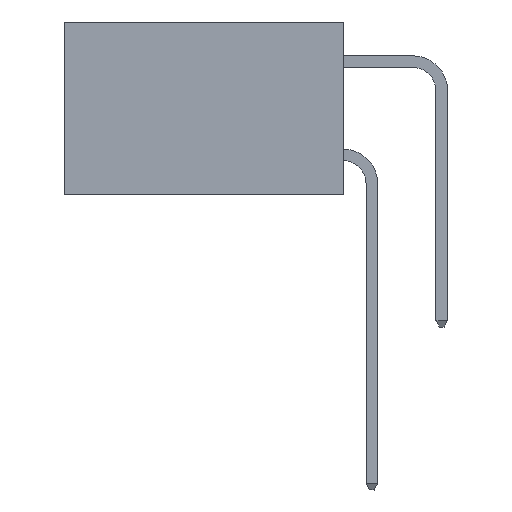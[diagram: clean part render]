
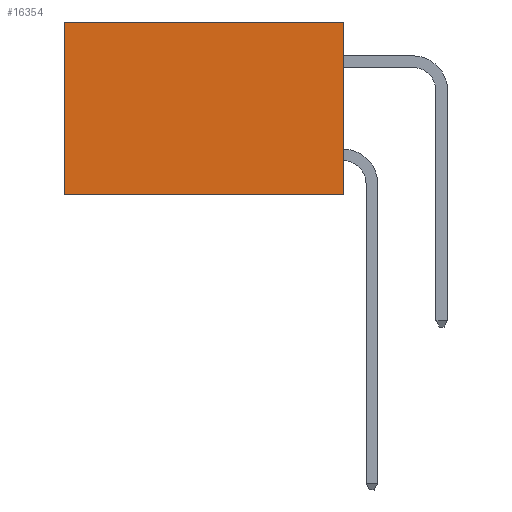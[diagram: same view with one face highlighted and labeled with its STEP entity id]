
A CAD part, left-side view. The second image highlights one B-rep face of the part: STEP entity #16354.
In plain terms, the highlighted planar face has unit normal (-1, 0, 0).
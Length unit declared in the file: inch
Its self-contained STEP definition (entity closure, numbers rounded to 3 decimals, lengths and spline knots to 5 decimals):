
#52 = VECTOR ( 'NONE', #5741, 39.37008 ) ;
#1863 = VECTOR ( 'NONE', #2638, 39.37008 ) ;
#2025 = PLANE ( 'NONE',  #17754 ) ;
#2073 = CARTESIAN_POINT ( 'NONE',  ( 0.2615, 0., -0.37 ) ) ;
#2638 = DIRECTION ( 'NONE',  ( 0., 1., 0. ) ) ;
#3018 = CARTESIAN_POINT ( 'NONE',  ( 0.2615, 0.6, 0. ) ) ;
#3094 = VECTOR ( 'NONE', #9338, 39.37008 ) ;
#3950 = CARTESIAN_POINT ( 'NONE',  ( 0.2615, 0., -0.37 ) ) ;
#4339 = DIRECTION ( 'NONE',  ( 0., 1., 0. ) ) ;
#5424 = ORIENTED_EDGE ( 'NONE', *, *, #11552, .T. ) ;
#5741 = DIRECTION ( 'NONE',  ( 0., 0., -1. ) ) ;
#5979 = VERTEX_POINT ( 'NONE', #17869 ) ;
#6403 = CARTESIAN_POINT ( 'NONE',  ( 0.2615, 0.6, -0.37 ) ) ;
#6594 = LINE ( 'NONE', #6403, #3094 ) ;
#6764 = EDGE_LOOP ( 'NONE', ( #6962, #19667, #6780, #5424 ) ) ;
#6780 = ORIENTED_EDGE ( 'NONE', *, *, #14268, .F. ) ;
#6962 = ORIENTED_EDGE ( 'NONE', *, *, #8433, .T. ) ;
#7191 = CARTESIAN_POINT ( 'NONE',  ( 0.2615, 0., -0.37 ) ) ;
#7966 = VERTEX_POINT ( 'NONE', #2073 ) ;
#8433 = EDGE_CURVE ( 'NONE', #11633, #15101, #6594, .T. ) ;
#9338 = DIRECTION ( 'NONE',  ( 0., 0., -1. ) ) ;
#10254 = CARTESIAN_POINT ( 'NONE',  ( 0.2615, 0., 0. ) ) ;
#11142 = FACE_OUTER_BOUND ( 'NONE', #6764, .T. ) ;
#11552 = EDGE_CURVE ( 'NONE', #5979, #11633, #16493, .T. ) ;
#11633 = VERTEX_POINT ( 'NONE', #3018 ) ;
#11845 = DIRECTION ( 'NONE',  ( 1., 0., 0. ) ) ;
#13572 = LINE ( 'NONE', #18112, #14800 ) ;
#14247 = EDGE_CURVE ( 'NONE', #7966, #15101, #13572, .T. ) ;
#14268 = EDGE_CURVE ( 'NONE', #5979, #7966, #15006, .T. ) ;
#14800 = VECTOR ( 'NONE', #4339, 39.37008 ) ;
#15006 = LINE ( 'NONE', #3950, #52 ) ;
#15101 = VERTEX_POINT ( 'NONE', #19468 ) ;
#16354 = ADVANCED_FACE ( 'NONE', ( #11142 ), #2025, .F. ) ;
#16493 = LINE ( 'NONE', #10254, #1863 ) ;
#17754 = AXIS2_PLACEMENT_3D ( 'NONE', #7191, #11845, #19474 ) ;
#17869 = CARTESIAN_POINT ( 'NONE',  ( 0.2615, 0., 0. ) ) ;
#18112 = CARTESIAN_POINT ( 'NONE',  ( 0.2615, 0., -0.37 ) ) ;
#19468 = CARTESIAN_POINT ( 'NONE',  ( 0.2615, 0.6, -0.37 ) ) ;
#19474 = DIRECTION ( 'NONE',  ( 0., 0., -1. ) ) ;
#19667 = ORIENTED_EDGE ( 'NONE', *, *, #14247, .F. ) ;
